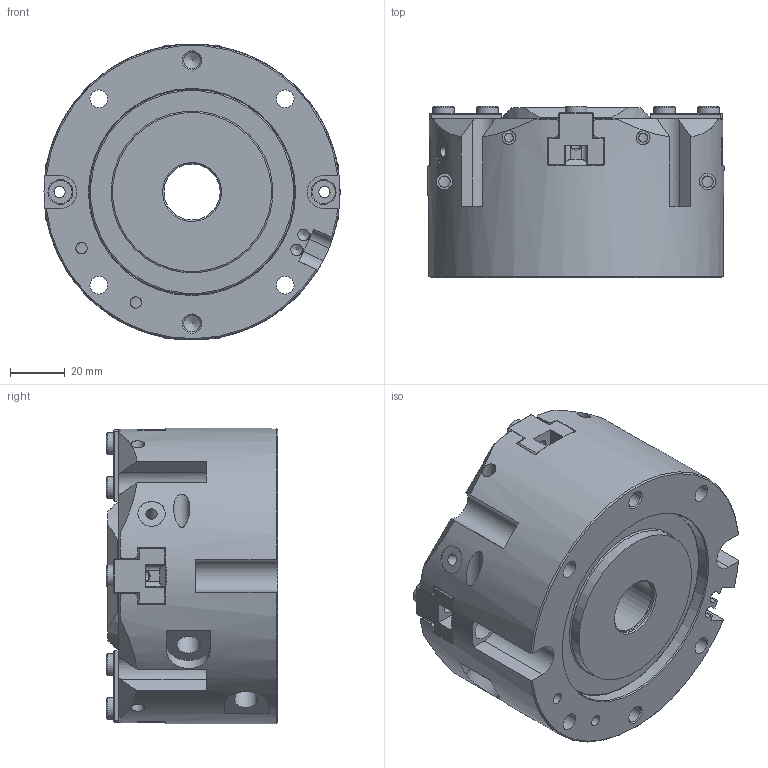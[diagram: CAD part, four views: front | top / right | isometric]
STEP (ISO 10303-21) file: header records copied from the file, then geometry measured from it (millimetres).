
FILE_DESCRIPTION(/* description */ ('ASSIEME PINZA CORSA 8mm'),/* implementation_level */ '2;1');
FILE_NAME(/* name */ 'FRM-110.stp',/* time_stamp */ '2021-06-08T09:18:23+02:00',/* author */ ('Francesca'),/* organization */ (''),/* preprocessor_version */ 'ST-DEVELOPER v17',/* originating_system */ 'Autodesk Inventor 2019',/* authorisation */ '');
FILE_SCHEMA (('AUTOMOTIVE_DESIGN { 1 0 10303 214 3 1 1 }'));
Length unit declared in the file: millimetre
Products named in the file (9): FRM-110-CLIENTE; FRM-110-CORPO-corpo; MFB-110-COPERCHIO; MFB-110-FONDELLO-cliente; MFB-110-TUBO; PZP-80 GRIFFA C1 (OPP-80_PGP-80); PZP80 GRIFFA; BOCCOLA 8H7L5.4; ISO 7380-1 - M4 x 6
Assembly tree (20 placements, depth 2):
  FRM-110-CLIENTE
    FRM-110-CORPO-corpo
    MFB-110-COPERCHIO
    MFB-110-FONDELLO-cliente
    MFB-110-TUBO
    PZP-80 GRIFFA C1 (OPP-80_PGP-80)
    PZP80 GRIFFA  x3
    BOCCOLA 8H7L5.4  x8
    ISO 7380-1 - M4 x 6  x4
Bounding box: 107.99 x 62.5 x 107.98 mm (x, y, z)
Volume: 424077.2 mm3; surface area: 107364 mm2
Topology: 20 solids, 20 shells, 695 faces, 1947 edges, 1312 vertices
Faces by surface type: plane 429, cylinder 161, cone 94, torus 7, bspline 4
Full cylindrical faces by diameter (mm): 2.459 x4, 2.5 x2, 3.242 x8, 4 x4, 4.134 x13, 4.2 x2, 4.5 x4, 5 x4, 5.3 x8, 6 x4, 6.5 x4, 7.6 x4, 8 x16, 8.1 x8, 8.5 x2, 8.566 x2, 9.1 x2, 10 x1, 20.5 x3, 28 x3, 38 x1, 42.5 x1, 58 x1, 70.5 x1, 75 x2, 108 x1
Entity records: 16550 total; most frequent: CARTESIAN_POINT 3765, ORIENTED_EDGE 2620, DIRECTION 2619, EDGE_CURVE 1310, AXIS2_PLACEMENT_3D 936, VERTEX_POINT 899, LINE 747, VECTOR 747
